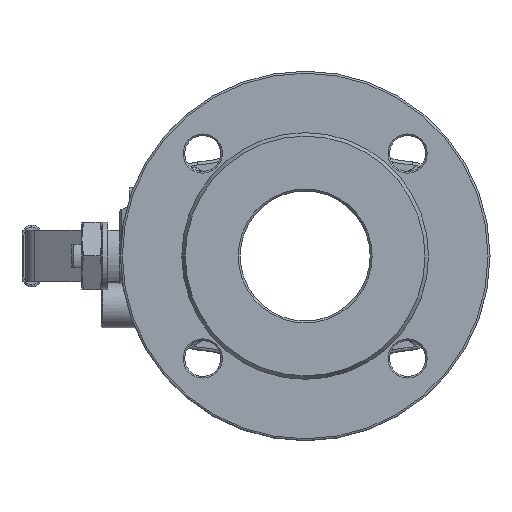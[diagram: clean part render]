
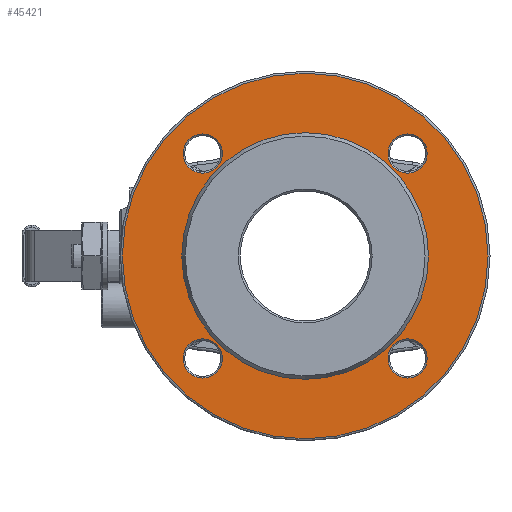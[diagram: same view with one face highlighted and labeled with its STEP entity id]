
A CAD part, left-side view. The second image highlights one B-rep face of the part: STEP entity #45421.
In plain terms, the highlighted planar face has unit normal (-1, 0, 0).
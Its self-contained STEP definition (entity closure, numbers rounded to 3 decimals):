
#874 = ORIENTED_EDGE ( 'NONE', *, *, #17132, .T. ) ;
#1230 = EDGE_LOOP ( 'NONE', ( #31335 ) ) ;
#2153 = DIRECTION ( 'NONE',  ( 0., 0., 1. ) ) ;
#3152 = CARTESIAN_POINT ( 'NONE',  ( -94., 51.265, 61.065 ) ) ;
#3361 = CARTESIAN_POINT ( 'NONE',  ( -94., -51.265, 51.265 ) ) ;
#3493 = AXIS2_PLACEMENT_3D ( 'NONE', #38904, #46138, #38431 ) ;
#4264 = ORIENTED_EDGE ( 'NONE', *, *, #13201, .T. ) ;
#4312 = DIRECTION ( 'NONE',  ( 0., 0., 1. ) ) ;
#4588 = VERTEX_POINT ( 'NONE', #45207 ) ;
#5337 = VERTEX_POINT ( 'NONE', #35365 ) ;
#6510 = VERTEX_POINT ( 'NONE', #3152 ) ;
#7937 = DIRECTION ( 'NONE',  ( 1., 0., 0. ) ) ;
#8164 = EDGE_LOOP ( 'NONE', ( #28140 ) ) ;
#8258 = VERTEX_POINT ( 'NONE', #30555 ) ;
#9827 = CIRCLE ( 'NONE', #15192, 9.8 ) ;
#11924 = ORIENTED_EDGE ( 'NONE', *, *, #14062, .T. ) ;
#12099 = AXIS2_PLACEMENT_3D ( 'NONE', #37213, #33606, #44690 ) ;
#12371 = EDGE_CURVE ( 'NONE', #8258, #8258, #16366, .T. ) ;
#12899 = CARTESIAN_POINT ( 'NONE',  ( -94., 92.5, 0. ) ) ;
#13201 = EDGE_CURVE ( 'NONE', #15920, #15920, #26443, .T. ) ;
#14062 = EDGE_CURVE ( 'NONE', #5337, #5337, #42593, .T. ) ;
#14407 = FACE_BOUND ( 'NONE', #43937, .T. ) ;
#15192 = AXIS2_PLACEMENT_3D ( 'NONE', #38133, #22351, #30675 ) ;
#15920 = VERTEX_POINT ( 'NONE', #44310 ) ;
#16054 = FACE_BOUND ( 'NONE', #1230, .T. ) ;
#16366 = CIRCLE ( 'NONE', #37887, 9.8 ) ;
#17132 = EDGE_CURVE ( 'NONE', #23806, #23806, #45092, .T. ) ;
#18754 = DIRECTION ( 'NONE',  ( 0., 0., -1. ) ) ;
#18994 = DIRECTION ( 'NONE',  ( 1., 0., 0. ) ) ;
#21111 = CARTESIAN_POINT ( 'NONE',  ( -94., -51.265, -51.265 ) ) ;
#21256 = AXIS2_PLACEMENT_3D ( 'NONE', #44250, #18994, #18754 ) ;
#22351 = DIRECTION ( 'NONE',  ( 1., 0., 0. ) ) ;
#23000 = DIRECTION ( 'NONE',  ( 0., 0., 1. ) ) ;
#23383 = EDGE_LOOP ( 'NONE', ( #4264 ) ) ;
#23806 = VERTEX_POINT ( 'NONE', #34646 ) ;
#25926 = CIRCLE ( 'NONE', #12099, 9.8 ) ;
#26443 = CIRCLE ( 'NONE', #39511, 9.8 ) ;
#28140 = ORIENTED_EDGE ( 'NONE', *, *, #29088, .T. ) ;
#29088 = EDGE_CURVE ( 'NONE', #6510, #6510, #25926, .T. ) ;
#30555 = CARTESIAN_POINT ( 'NONE',  ( -94., -51.265, 61.065 ) ) ;
#30675 = DIRECTION ( 'NONE',  ( 0., 0., 1. ) ) ;
#30765 = AXIS2_PLACEMENT_3D ( 'NONE', #12899, #41275, #23000 ) ;
#31335 = ORIENTED_EDGE ( 'NONE', *, *, #12371, .T. ) ;
#31646 = EDGE_LOOP ( 'NONE', ( #11924 ) ) ;
#33606 = DIRECTION ( 'NONE',  ( 1., 0., 0. ) ) ;
#33839 = FACE_BOUND ( 'NONE', #8164, .T. ) ;
#34646 = CARTESIAN_POINT ( 'NONE',  ( -94., 0., -61.732 ) ) ;
#34774 = PLANE ( 'NONE',  #30765 ) ;
#35096 = DIRECTION ( 'NONE',  ( 1., 0., 0. ) ) ;
#35365 = CARTESIAN_POINT ( 'NONE',  ( -94., 0., 91.5 ) ) ;
#36082 = EDGE_LOOP ( 'NONE', ( #874 ) ) ;
#37213 = CARTESIAN_POINT ( 'NONE',  ( -94., 51.265, 51.265 ) ) ;
#37887 = AXIS2_PLACEMENT_3D ( 'NONE', #3361, #7937, #4312 ) ;
#38133 = CARTESIAN_POINT ( 'NONE',  ( -94., 51.265, -51.265 ) ) ;
#38145 = FACE_BOUND ( 'NONE', #23383, .T. ) ;
#38431 = DIRECTION ( 'NONE',  ( 0., 0., 1. ) ) ;
#38904 = CARTESIAN_POINT ( 'NONE',  ( -94., 0., 0. ) ) ;
#39511 = AXIS2_PLACEMENT_3D ( 'NONE', #21111, #35096, #2153 ) ;
#41275 = DIRECTION ( 'NONE',  ( -1., 0., 0. ) ) ;
#41965 = FACE_BOUND ( 'NONE', #36082, .T. ) ;
#42286 = EDGE_CURVE ( 'NONE', #4588, #4588, #9827, .T. ) ;
#42593 = CIRCLE ( 'NONE', #3493, 91.5 ) ;
#43937 = EDGE_LOOP ( 'NONE', ( #44256 ) ) ;
#44250 = CARTESIAN_POINT ( 'NONE',  ( -94., 0., 0. ) ) ;
#44256 = ORIENTED_EDGE ( 'NONE', *, *, #42286, .T. ) ;
#44310 = CARTESIAN_POINT ( 'NONE',  ( -94., -51.265, -41.465 ) ) ;
#44690 = DIRECTION ( 'NONE',  ( 0., 0., 1. ) ) ;
#45092 = CIRCLE ( 'NONE', #21256, 61.732 ) ;
#45207 = CARTESIAN_POINT ( 'NONE',  ( -94., 51.265, -41.465 ) ) ;
#45421 = ADVANCED_FACE ( 'NONE', ( #33839, #14407, #38145, #16054, #45834, #41965 ), #34774, .T. ) ;
#45834 = FACE_OUTER_BOUND ( 'NONE', #31646, .T. ) ;
#46138 = DIRECTION ( 'NONE',  ( -1., 0., 0. ) ) ;
